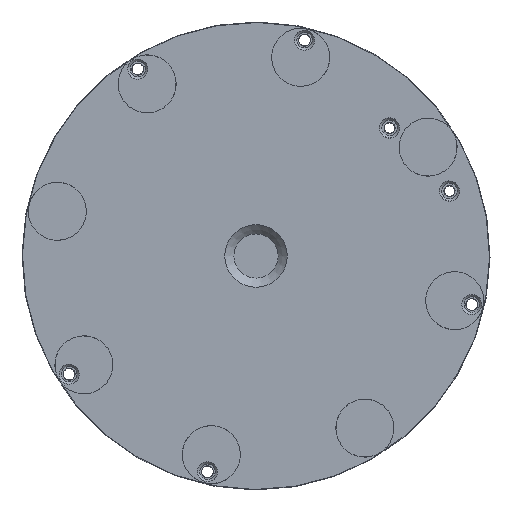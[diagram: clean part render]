
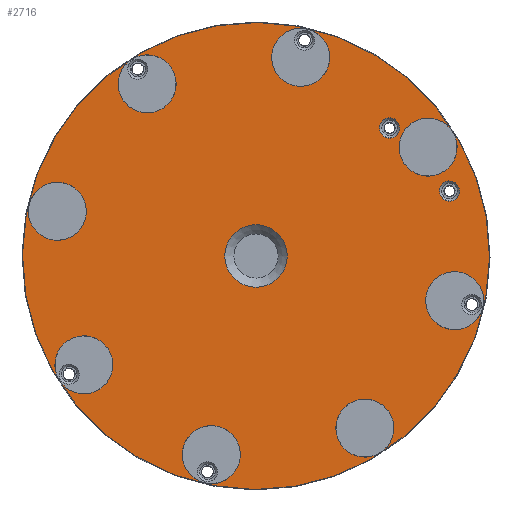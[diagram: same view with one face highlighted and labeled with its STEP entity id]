
A CAD part, top view. The second image highlights one B-rep face of the part: STEP entity #2716.
In plain terms, the highlighted planar face has unit normal (0, 0, 1).
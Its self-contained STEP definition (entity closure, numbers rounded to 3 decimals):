
#48=FACE_BOUND('',#635,.T.);
#49=FACE_BOUND('',#636,.T.);
#50=FACE_BOUND('',#637,.T.);
#51=FACE_BOUND('',#638,.T.);
#52=FACE_BOUND('',#639,.T.);
#53=FACE_BOUND('',#640,.T.);
#54=FACE_BOUND('',#641,.T.);
#55=FACE_BOUND('',#642,.T.);
#56=FACE_BOUND('',#643,.T.);
#57=FACE_BOUND('',#644,.T.);
#58=FACE_BOUND('',#645,.T.);
#150=PLANE('',#3055);
#186=CIRCLE('',#2750,7.057);
#218=CIRCLE('',#2811,6.55);
#221=CIRCLE('',#2815,2.276);
#223=CIRCLE('',#2818,6.55);
#225=CIRCLE('',#2821,6.55);
#228=CIRCLE('',#2825,2.276);
#230=CIRCLE('',#2828,6.55);
#232=CIRCLE('',#2831,6.55);
#234=CIRCLE('',#2834,6.55);
#236=CIRCLE('',#2837,6.55);
#238=CIRCLE('',#2840,6.55);
#255=CIRCLE('',#2896,52.694);
#443=FACE_OUTER_BOUND('',#634,.T.);
#634=EDGE_LOOP('',(#2469));
#635=EDGE_LOOP('',(#2470));
#636=EDGE_LOOP('',(#2471));
#637=EDGE_LOOP('',(#2472));
#638=EDGE_LOOP('',(#2473));
#639=EDGE_LOOP('',(#2474));
#640=EDGE_LOOP('',(#2475));
#641=EDGE_LOOP('',(#2476));
#642=EDGE_LOOP('',(#2477));
#643=EDGE_LOOP('',(#2478));
#644=EDGE_LOOP('',(#2479));
#645=EDGE_LOOP('',(#2480));
#1122=VERTEX_POINT('',#3945);
#1176=VERTEX_POINT('',#4140);
#1179=VERTEX_POINT('',#4148);
#1181=VERTEX_POINT('',#4154);
#1183=VERTEX_POINT('',#4160);
#1186=VERTEX_POINT('',#4168);
#1188=VERTEX_POINT('',#4174);
#1190=VERTEX_POINT('',#4180);
#1192=VERTEX_POINT('',#4186);
#1194=VERTEX_POINT('',#4192);
#1196=VERTEX_POINT('',#4198);
#1241=VERTEX_POINT('',#4333);
#1378=EDGE_CURVE('',#1122,#1122,#186,.T.);
#1447=EDGE_CURVE('',#1176,#1176,#218,.T.);
#1451=EDGE_CURVE('',#1179,#1179,#221,.T.);
#1454=EDGE_CURVE('',#1181,#1181,#223,.T.);
#1457=EDGE_CURVE('',#1183,#1183,#225,.T.);
#1461=EDGE_CURVE('',#1186,#1186,#228,.T.);
#1464=EDGE_CURVE('',#1188,#1188,#230,.T.);
#1467=EDGE_CURVE('',#1190,#1190,#232,.T.);
#1470=EDGE_CURVE('',#1192,#1192,#234,.T.);
#1473=EDGE_CURVE('',#1194,#1194,#236,.T.);
#1476=EDGE_CURVE('',#1196,#1196,#238,.T.);
#1536=EDGE_CURVE('',#1241,#1241,#255,.T.);
#2469=ORIENTED_EDGE('',*,*,#1536,.F.);
#2470=ORIENTED_EDGE('',*,*,#1378,.T.);
#2471=ORIENTED_EDGE('',*,*,#1476,.T.);
#2472=ORIENTED_EDGE('',*,*,#1473,.T.);
#2473=ORIENTED_EDGE('',*,*,#1470,.T.);
#2474=ORIENTED_EDGE('',*,*,#1467,.T.);
#2475=ORIENTED_EDGE('',*,*,#1464,.T.);
#2476=ORIENTED_EDGE('',*,*,#1461,.T.);
#2477=ORIENTED_EDGE('',*,*,#1457,.T.);
#2478=ORIENTED_EDGE('',*,*,#1454,.T.);
#2479=ORIENTED_EDGE('',*,*,#1451,.T.);
#2480=ORIENTED_EDGE('',*,*,#1447,.T.);
#2716=ADVANCED_FACE('',(#443,#48,#49,#50,#51,#52,#53,#54,#55,#56,#57,#58),
#150,.F.);
#2750=AXIS2_PLACEMENT_3D('',#3947,#3095,#3096);
#2811=AXIS2_PLACEMENT_3D('',#4142,#3235,#3236);
#2815=AXIS2_PLACEMENT_3D('',#4150,#3244,#3245);
#2818=AXIS2_PLACEMENT_3D('',#4156,#3251,#3252);
#2821=AXIS2_PLACEMENT_3D('',#4162,#3258,#3259);
#2825=AXIS2_PLACEMENT_3D('',#4170,#3267,#3268);
#2828=AXIS2_PLACEMENT_3D('',#4176,#3274,#3275);
#2831=AXIS2_PLACEMENT_3D('',#4182,#3281,#3282);
#2834=AXIS2_PLACEMENT_3D('',#4188,#3288,#3289);
#2837=AXIS2_PLACEMENT_3D('',#4194,#3295,#3296);
#2840=AXIS2_PLACEMENT_3D('',#4200,#3302,#3303);
#2896=AXIS2_PLACEMENT_3D('',#4335,#3428,#3429);
#3055=AXIS2_PLACEMENT_3D('',#4784,#3897,#3898);
#3095=DIRECTION('center_axis',(0.,0.,-1.));
#3096=DIRECTION('ref_axis',(1.,0.,0.));
#3235=DIRECTION('center_axis',(0.,0.,
-1.));
#3236=DIRECTION('ref_axis',(-0.235,0.972,0.));
#3244=DIRECTION('center_axis',(0.,0.,
-1.));
#3245=DIRECTION('ref_axis',(-1.,0.025,0.));
#3251=DIRECTION('center_axis',(0.,0.,
-1.));
#3252=DIRECTION('ref_axis',(-0.235,0.972,0.));
#3258=DIRECTION('center_axis',(0.,0.,
-1.));
#3259=DIRECTION('ref_axis',(-0.235,0.972,0.));
#3267=DIRECTION('center_axis',(0.,0.,
-1.));
#3268=DIRECTION('ref_axis',(-1.,0.025,0.));
#3274=DIRECTION('center_axis',(0.,0.,
-1.));
#3275=DIRECTION('ref_axis',(-0.235,0.972,0.));
#3281=DIRECTION('center_axis',(0.,0.,
-1.));
#3282=DIRECTION('ref_axis',(-0.235,0.972,0.));
#3288=DIRECTION('center_axis',(0.,0.,
-1.));
#3289=DIRECTION('ref_axis',(-0.235,0.972,0.));
#3295=DIRECTION('center_axis',(0.,0.,
-1.));
#3296=DIRECTION('ref_axis',(-0.235,0.972,0.));
#3302=DIRECTION('center_axis',(0.,0.,
-1.));
#3303=DIRECTION('ref_axis',(-0.235,0.972,0.));
#3428=DIRECTION('center_axis',(0.,0.,
-1.));
#3429=DIRECTION('ref_axis',(1.,-0.006,0.));
#3897=DIRECTION('center_axis',(0.,0.,-1.));
#3898=DIRECTION('ref_axis',(0.,-1.,0.));
#3945=CARTESIAN_POINT('',(-19.477,54.101,0.));
#3947=CARTESIAN_POINT('Origin',(-12.42,54.101,0.));
#4140=CARTESIAN_POINT('',(24.875,85.035,0.));
#4142=CARTESIAN_POINT('Origin',(26.411,78.667,0.));
#4148=CARTESIAN_POINT('',(31.773,66.537,0.));
#4150=CARTESIAN_POINT('Origin',(31.239,68.75,0.));
#4154=CARTESIAN_POINT('',(30.873,50.381,0.));
#4156=CARTESIAN_POINT('Origin',(32.409,44.014,0.));
#4160=CARTESIAN_POINT('',(10.61,21.636,0.));
#4162=CARTESIAN_POINT('Origin',(12.147,15.269,0.));
#4168=CARTESIAN_POINT('',(18.244,80.761,0.));
#4170=CARTESIAN_POINT('Origin',(17.71,82.974,0.));
#4174=CARTESIAN_POINT('',(-3.87,105.297,0.));
#4176=CARTESIAN_POINT('Origin',(-2.333,98.93,0.));
#4180=CARTESIAN_POINT('',(-58.786,70.555,0.));
#4182=CARTESIAN_POINT('Origin',(-57.249,64.187,0.));
#4186=CARTESIAN_POINT('',(-38.523,99.299,0.));
#4188=CARTESIAN_POINT('Origin',(-36.987,92.932,0.));
#4192=CARTESIAN_POINT('',(-52.788,35.901,0.));
#4194=CARTESIAN_POINT('Origin',(-51.251,29.534,0.));
#4198=CARTESIAN_POINT('',(-24.043,15.639,0.));
#4200=CARTESIAN_POINT('Origin',(-22.507,9.271,0.));
#4333=CARTESIAN_POINT('',(-65.113,54.417,0.));
#4335=CARTESIAN_POINT('Origin',(-12.42,54.101,0.));
#4784=CARTESIAN_POINT('Origin',(64.152,91.248,0.));
